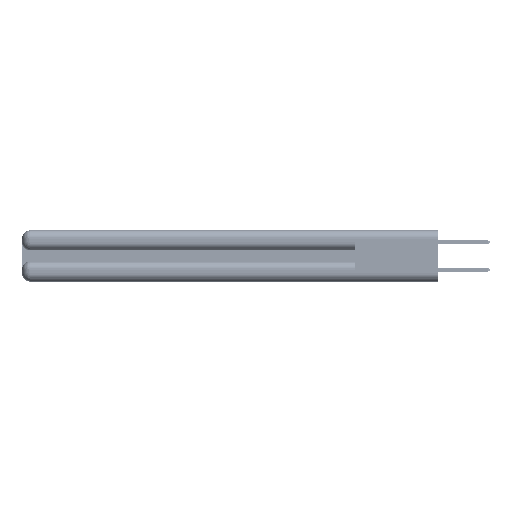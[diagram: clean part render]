
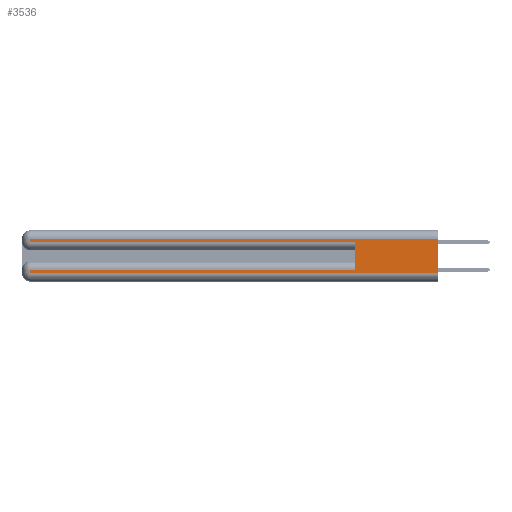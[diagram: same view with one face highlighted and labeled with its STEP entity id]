
A CAD part, left-side view. The second image highlights one B-rep face of the part: STEP entity #3536.
In plain terms, the highlighted planar face has unit normal (-1, 0, 0).
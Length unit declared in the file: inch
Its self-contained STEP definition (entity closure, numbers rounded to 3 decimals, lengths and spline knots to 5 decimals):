
#287 = EDGE_CURVE ( 'NONE', #22010, #32995, #11125, .T. ) ;
#1128 = VECTOR ( 'NONE', #51423, 39.37008 ) ;
#1613 = CARTESIAN_POINT ( 'NONE',  ( 0., 0.6, 0.285 ) ) ;
#1925 = DIRECTION ( 'NONE',  ( 0., 0., 1. ) ) ;
#2976 = ORIENTED_EDGE ( 'NONE', *, *, #39934, .F. ) ;
#3536 = ADVANCED_FACE ( 'NONE', ( #28927 ), #29954, .F. ) ;
#4732 = EDGE_LOOP ( 'NONE', ( #2976, #30071, #11218, #49034, #48414, #44427, #51381, #21821 ) ) ;
#5495 = VECTOR ( 'NONE', #43903, 39.37008 ) ;
#5850 = DIRECTION ( 'NONE',  ( 0., -1., 0. ) ) ;
#7696 = CARTESIAN_POINT ( 'NONE',  ( 0., 0., 0.37 ) ) ;
#7752 = VERTEX_POINT ( 'NONE', #35110 ) ;
#8471 = CARTESIAN_POINT ( 'NONE',  ( 0., 0., 0.06 ) ) ;
#9396 = LINE ( 'NONE', #50514, #31231 ) ;
#11125 = LINE ( 'NONE', #8471, #43751 ) ;
#11218 = ORIENTED_EDGE ( 'NONE', *, *, #27575, .T. ) ;
#12287 = CARTESIAN_POINT ( 'NONE',  ( 0., 2.94, 0.085 ) ) ;
#13241 = CARTESIAN_POINT ( 'NONE',  ( 0., 2.94, 0.31 ) ) ;
#13358 = VERTEX_POINT ( 'NONE', #1613 ) ;
#14032 = DIRECTION ( 'NONE',  ( 1., 0., 0. ) ) ;
#18154 = DIRECTION ( 'NONE',  ( 0., -1., 0. ) ) ;
#19791 = CARTESIAN_POINT ( 'NONE',  ( 0., 0.6, 0.085 ) ) ;
#19967 = EDGE_CURVE ( 'NONE', #42260, #29258, #20406, .T. ) ;
#20406 = LINE ( 'NONE', #24051, #5495 ) ;
#20461 = VECTOR ( 'NONE', #23511, 39.37008 ) ;
#21821 = ORIENTED_EDGE ( 'NONE', *, *, #287, .T. ) ;
#22010 = VERTEX_POINT ( 'NONE', #43150 ) ;
#22012 = VERTEX_POINT ( 'NONE', #19791 ) ;
#22133 = VERTEX_POINT ( 'NONE', #12287 ) ;
#22976 = LINE ( 'NONE', #7696, #20461 ) ;
#23486 = CARTESIAN_POINT ( 'NONE',  ( 0., 2.94, 0.37 ) ) ;
#23511 = DIRECTION ( 'NONE',  ( 0., 0., -1. ) ) ;
#24051 = CARTESIAN_POINT ( 'NONE',  ( 0., 0., 0.31 ) ) ;
#25813 = CARTESIAN_POINT ( 'NONE',  ( 0., 0.6, 0.145 ) ) ;
#26814 = DIRECTION ( 'NONE',  ( 0., 0., -1. ) ) ;
#27575 = EDGE_CURVE ( 'NONE', #29258, #7752, #34889, .T. ) ;
#28927 = FACE_OUTER_BOUND ( 'NONE', #4732, .T. ) ;
#29258 = VERTEX_POINT ( 'NONE', #13241 ) ;
#29272 = EDGE_CURVE ( 'NONE', #22012, #13358, #37204, .T. ) ;
#29954 = PLANE ( 'NONE',  #35658 ) ;
#30071 = ORIENTED_EDGE ( 'NONE', *, *, #19967, .T. ) ;
#30511 = CARTESIAN_POINT ( 'NONE',  ( 0., 0., 0.31 ) ) ;
#31231 = VECTOR ( 'NONE', #26814, 39.37008 ) ;
#31744 = DIRECTION ( 'NONE',  ( 0., 0., -1. ) ) ;
#32995 = VERTEX_POINT ( 'NONE', #39817 ) ;
#33475 = CARTESIAN_POINT ( 'NONE',  ( 0., 0., 0.37 ) ) ;
#33936 = CARTESIAN_POINT ( 'NONE',  ( 0., 0., 0.285 ) ) ;
#34889 = LINE ( 'NONE', #23486, #48097 ) ;
#35100 = CARTESIAN_POINT ( 'NONE',  ( 0., 0., 0.085 ) ) ;
#35110 = CARTESIAN_POINT ( 'NONE',  ( 0., 2.94, 0.285 ) ) ;
#35658 = AXIS2_PLACEMENT_3D ( 'NONE', #33475, #14032, #41388 ) ;
#37204 = LINE ( 'NONE', #25813, #41588 ) ;
#39042 = EDGE_CURVE ( 'NONE', #22133, #22010, #9396, .T. ) ;
#39817 = CARTESIAN_POINT ( 'NONE',  ( 0., 0., 0.06 ) ) ;
#39934 = EDGE_CURVE ( 'NONE', #42260, #32995, #22976, .T. ) ;
#41388 = DIRECTION ( 'NONE',  ( 0., 0., -1. ) ) ;
#41588 = VECTOR ( 'NONE', #1925, 39.37008 ) ;
#42260 = VERTEX_POINT ( 'NONE', #30511 ) ;
#43150 = CARTESIAN_POINT ( 'NONE',  ( 0., 2.94, 0.06 ) ) ;
#43751 = VECTOR ( 'NONE', #5850, 39.37008 ) ;
#43903 = DIRECTION ( 'NONE',  ( 0., 1., 0. ) ) ;
#44091 = EDGE_CURVE ( 'NONE', #7752, #13358, #49187, .T. ) ;
#44427 = ORIENTED_EDGE ( 'NONE', *, *, #49272, .T. ) ;
#46659 = VECTOR ( 'NONE', #18154, 39.37008 ) ;
#46804 = LINE ( 'NONE', #35100, #1128 ) ;
#48097 = VECTOR ( 'NONE', #31744, 39.37008 ) ;
#48414 = ORIENTED_EDGE ( 'NONE', *, *, #29272, .F. ) ;
#49034 = ORIENTED_EDGE ( 'NONE', *, *, #44091, .T. ) ;
#49187 = LINE ( 'NONE', #33936, #46659 ) ;
#49272 = EDGE_CURVE ( 'NONE', #22012, #22133, #46804, .T. ) ;
#50514 = CARTESIAN_POINT ( 'NONE',  ( 0., 2.94, 0.37 ) ) ;
#51381 = ORIENTED_EDGE ( 'NONE', *, *, #39042, .T. ) ;
#51423 = DIRECTION ( 'NONE',  ( 0., 1., 0. ) ) ;
